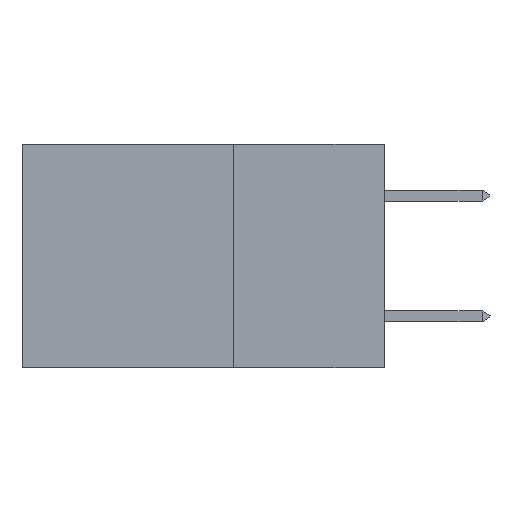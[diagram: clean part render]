
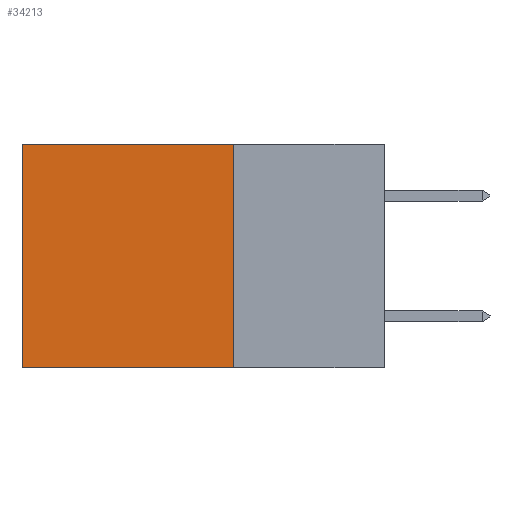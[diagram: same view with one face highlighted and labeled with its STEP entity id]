
A CAD part, left-side view. The second image highlights one B-rep face of the part: STEP entity #34213.
In plain terms, the highlighted planar face has unit normal (-1, 0, 0).
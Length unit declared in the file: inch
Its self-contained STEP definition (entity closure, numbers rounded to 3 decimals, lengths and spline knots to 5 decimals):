
#163 = ORIENTED_EDGE ( 'NONE', *, *, #20960, .T. ) ;
#1922 = CARTESIAN_POINT ( 'NONE',  ( 0.2875, 0.25, -0.37 ) ) ;
#1946 = DIRECTION ( 'NONE',  ( 0., 1., 0. ) ) ;
#5691 = EDGE_CURVE ( 'NONE', #35079, #11199, #35229, .T. ) ;
#6771 = VECTOR ( 'NONE', #24546, 39.37008 ) ;
#7600 = DIRECTION ( 'NONE',  ( 0., 0., -1. ) ) ;
#7607 = DIRECTION ( 'NONE',  ( 0., 1., 0. ) ) ;
#8657 = VECTOR ( 'NONE', #7607, 39.37008 ) ;
#9984 = FACE_OUTER_BOUND ( 'NONE', #14600, .T. ) ;
#10483 = DIRECTION ( 'NONE',  ( 0., 0., -1. ) ) ;
#10664 = LINE ( 'NONE', #27492, #12782 ) ;
#11199 = VERTEX_POINT ( 'NONE', #15170 ) ;
#12345 = ORIENTED_EDGE ( 'NONE', *, *, #5691, .T. ) ;
#12782 = VECTOR ( 'NONE', #10483, 39.37008 ) ;
#12922 = LINE ( 'NONE', #1922, #8657 ) ;
#13232 = CARTESIAN_POINT ( 'NONE',  ( 0.2875, 0.6, -0.37 ) ) ;
#13472 = AXIS2_PLACEMENT_3D ( 'NONE', #24263, #23545, #7600 ) ;
#14600 = EDGE_LOOP ( 'NONE', ( #163, #18360, #28649, #12345 ) ) ;
#15170 = CARTESIAN_POINT ( 'NONE',  ( 0.2875, 0.6, 0. ) ) ;
#15298 = PLANE ( 'NONE',  #13472 ) ;
#16127 = CARTESIAN_POINT ( 'NONE',  ( 0.2875, 0.6, 0. ) ) ;
#16310 = LINE ( 'NONE', #16127, #6771 ) ;
#17237 = VERTEX_POINT ( 'NONE', #13232 ) ;
#18360 = ORIENTED_EDGE ( 'NONE', *, *, #29136, .F. ) ;
#20210 = VECTOR ( 'NONE', #1946, 39.37008 ) ;
#20960 = EDGE_CURVE ( 'NONE', #11199, #17237, #16310, .T. ) ;
#23293 = VERTEX_POINT ( 'NONE', #25535 ) ;
#23545 = DIRECTION ( 'NONE',  ( 1., 0., 0. ) ) ;
#24263 = CARTESIAN_POINT ( 'NONE',  ( 0.2875, 0.25, 0. ) ) ;
#24546 = DIRECTION ( 'NONE',  ( 0., 0., -1. ) ) ;
#25535 = CARTESIAN_POINT ( 'NONE',  ( 0.2875, 0.25, -0.37 ) ) ;
#27038 = CARTESIAN_POINT ( 'NONE',  ( 0.2875, 0.25, 0. ) ) ;
#27492 = CARTESIAN_POINT ( 'NONE',  ( 0.2875, 0.25, 0. ) ) ;
#28649 = ORIENTED_EDGE ( 'NONE', *, *, #29672, .F. ) ;
#29136 = EDGE_CURVE ( 'NONE', #23293, #17237, #12922, .T. ) ;
#29672 = EDGE_CURVE ( 'NONE', #35079, #23293, #10664, .T. ) ;
#31828 = CARTESIAN_POINT ( 'NONE',  ( 0.2875, 0.25, 0. ) ) ;
#34213 = ADVANCED_FACE ( 'NONE', ( #9984 ), #15298, .F. ) ;
#35079 = VERTEX_POINT ( 'NONE', #31828 ) ;
#35229 = LINE ( 'NONE', #27038, #20210 ) ;
